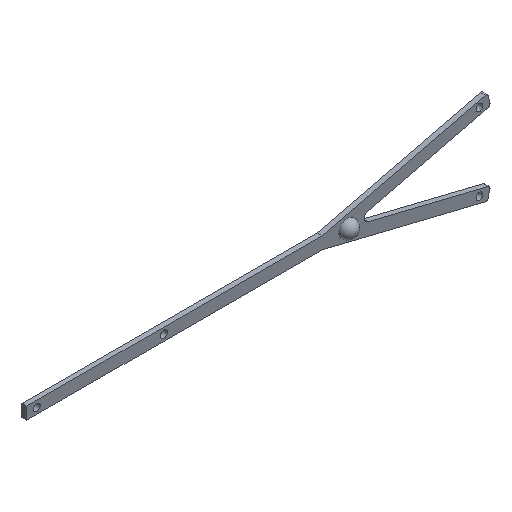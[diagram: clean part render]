
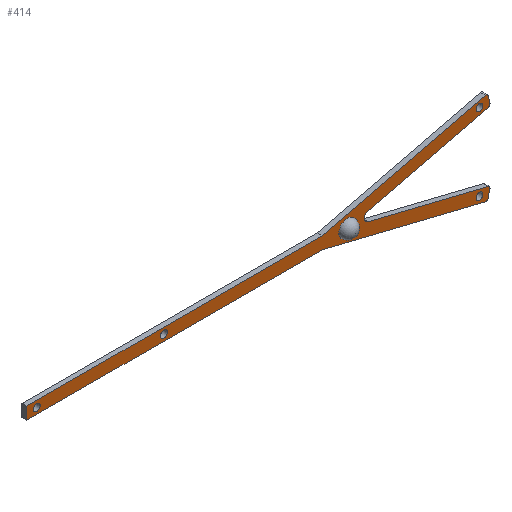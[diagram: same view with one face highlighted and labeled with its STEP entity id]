
A CAD part, isometric view. The second image highlights one B-rep face of the part: STEP entity #414.
In plain terms, the highlighted planar face has unit normal (0, -1, 0).
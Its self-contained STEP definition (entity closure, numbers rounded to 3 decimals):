
#19=FACE_BOUND('',#162,.T.);
#20=FACE_BOUND('',#163,.T.);
#21=FACE_BOUND('',#164,.T.);
#22=FACE_BOUND('',#165,.T.);
#23=FACE_BOUND('',#166,.T.);
#34=PLANE('',#478);
#39=LINE('',#632,#75);
#43=LINE('',#640,#79);
#46=LINE('',#646,#82);
#50=LINE('',#658,#86);
#54=LINE('',#670,#90);
#58=LINE('',#682,#94);
#62=LINE('',#694,#98);
#66=LINE('',#706,#102);
#69=LINE('',#711,#105);
#75=VECTOR('',#517,10.);
#79=VECTOR('',#523,10.);
#82=VECTOR('',#528,10.);
#86=VECTOR('',#540,10.);
#90=VECTOR('',#552,10.);
#94=VECTOR('',#564,10.);
#98=VECTOR('',#576,10.);
#102=VECTOR('',#588,10.);
#105=VECTOR('',#593,10.);
#136=FACE_OUTER_BOUND('',#161,.T.);
#161=EDGE_LOOP('',(#374,#375,#376,#377,#378,#379,#380,#381,#382,#383,#384,
#385,#386,#387));
#162=EDGE_LOOP('',(#388));
#163=EDGE_LOOP('',(#389));
#164=EDGE_LOOP('',(#390));
#165=EDGE_LOOP('',(#391));
#166=EDGE_LOOP('',(#392));
#167=CIRCLE('',#439,3.5);
#170=CIRCLE('',#443,1.4);
#172=CIRCLE('',#446,1.4);
#174=CIRCLE('',#449,1.4);
#176=CIRCLE('',#452,1.4);
#177=CIRCLE('',#457,1.);
#179=CIRCLE('',#461,1.);
#181=CIRCLE('',#465,2.);
#183=CIRCLE('',#469,1.);
#185=CIRCLE('',#473,1.);
#187=VERTEX_POINT('',#601);
#190=VERTEX_POINT('',#608);
#192=VERTEX_POINT('',#614);
#194=VERTEX_POINT('',#620);
#196=VERTEX_POINT('',#626);
#197=VERTEX_POINT('',#630);
#198=VERTEX_POINT('',#631);
#201=VERTEX_POINT('',#639);
#203=VERTEX_POINT('',#645);
#205=VERTEX_POINT('',#651);
#207=VERTEX_POINT('',#657);
#209=VERTEX_POINT('',#663);
#211=VERTEX_POINT('',#669);
#213=VERTEX_POINT('',#675);
#215=VERTEX_POINT('',#681);
#217=VERTEX_POINT('',#687);
#219=VERTEX_POINT('',#693);
#221=VERTEX_POINT('',#699);
#223=VERTEX_POINT('',#705);
#225=EDGE_CURVE('',#187,#187,#167,.T.);
#229=EDGE_CURVE('',#190,#190,#170,.T.);
#232=EDGE_CURVE('',#192,#192,#172,.T.);
#235=EDGE_CURVE('',#194,#194,#174,.T.);
#238=EDGE_CURVE('',#196,#196,#176,.T.);
#239=EDGE_CURVE('',#197,#198,#39,.T.);
#243=EDGE_CURVE('',#201,#197,#43,.T.);
#246=EDGE_CURVE('',#203,#201,#46,.T.);
#249=EDGE_CURVE('',#205,#203,#177,.T.);
#252=EDGE_CURVE('',#207,#205,#50,.T.);
#255=EDGE_CURVE('',#209,#207,#179,.T.);
#258=EDGE_CURVE('',#211,#209,#54,.T.);
#261=EDGE_CURVE('',#213,#211,#181,.T.);
#264=EDGE_CURVE('',#215,#213,#58,.T.);
#267=EDGE_CURVE('',#217,#215,#183,.T.);
#270=EDGE_CURVE('',#219,#217,#62,.T.);
#273=EDGE_CURVE('',#221,#219,#185,.T.);
#276=EDGE_CURVE('',#223,#221,#66,.T.);
#279=EDGE_CURVE('',#198,#223,#69,.T.);
#374=ORIENTED_EDGE('',*,*,#279,.F.);
#375=ORIENTED_EDGE('',*,*,#239,.F.);
#376=ORIENTED_EDGE('',*,*,#243,.F.);
#377=ORIENTED_EDGE('',*,*,#246,.F.);
#378=ORIENTED_EDGE('',*,*,#249,.F.);
#379=ORIENTED_EDGE('',*,*,#252,.F.);
#380=ORIENTED_EDGE('',*,*,#255,.F.);
#381=ORIENTED_EDGE('',*,*,#258,.F.);
#382=ORIENTED_EDGE('',*,*,#261,.F.);
#383=ORIENTED_EDGE('',*,*,#264,.F.);
#384=ORIENTED_EDGE('',*,*,#267,.F.);
#385=ORIENTED_EDGE('',*,*,#270,.F.);
#386=ORIENTED_EDGE('',*,*,#273,.F.);
#387=ORIENTED_EDGE('',*,*,#276,.F.);
#388=ORIENTED_EDGE('',*,*,#225,.T.);
#389=ORIENTED_EDGE('',*,*,#238,.F.);
#390=ORIENTED_EDGE('',*,*,#235,.F.);
#391=ORIENTED_EDGE('',*,*,#232,.F.);
#392=ORIENTED_EDGE('',*,*,#229,.F.);
#414=ADVANCED_FACE('',(#136,#19,#20,#21,#22,#23),#34,.F.);
#439=AXIS2_PLACEMENT_3D('',#602,#483,#484);
#443=AXIS2_PLACEMENT_3D('',#610,#492,#493);
#446=AXIS2_PLACEMENT_3D('',#616,#499,#500);
#449=AXIS2_PLACEMENT_3D('',#622,#506,#507);
#452=AXIS2_PLACEMENT_3D('',#628,#513,#514);
#457=AXIS2_PLACEMENT_3D('',#652,#533,#534);
#461=AXIS2_PLACEMENT_3D('',#664,#545,#546);
#465=AXIS2_PLACEMENT_3D('',#676,#557,#558);
#469=AXIS2_PLACEMENT_3D('',#688,#569,#570);
#473=AXIS2_PLACEMENT_3D('',#700,#581,#582);
#478=AXIS2_PLACEMENT_3D('',#714,#597,#598);
#483=DIRECTION('center_axis',(0.,1.,0.));
#484=DIRECTION('ref_axis',(0.,0.,1.));
#492=DIRECTION('center_axis',(0.,-1.,0.));
#493=DIRECTION('ref_axis',(1.,0.,0.));
#499=DIRECTION('center_axis',(0.,-1.,0.));
#500=DIRECTION('ref_axis',(1.,0.,0.));
#506=DIRECTION('center_axis',(0.,-1.,0.));
#507=DIRECTION('ref_axis',(1.,0.,0.));
#513=DIRECTION('center_axis',(0.,-1.,0.));
#514=DIRECTION('ref_axis',(1.,0.,0.));
#517=DIRECTION('',(0.,0.,1.));
#523=DIRECTION('',(-1.,0.,0.));
#528=DIRECTION('',(-0.971,0.,0.238));
#533=DIRECTION('center_axis',(0.,1.,0.));
#534=DIRECTION('ref_axis',(0.971,0.,-0.238));
#540=DIRECTION('',(-0.238,0.,-0.971));
#545=DIRECTION('center_axis',(0.,1.,0.));
#546=DIRECTION('ref_axis',(0.238,0.,0.971));
#552=DIRECTION('',(0.971,0.,-0.238));
#557=DIRECTION('center_axis',(0.,-1.,0.));
#558=DIRECTION('ref_axis',(0.238,0.,0.971));
#564=DIRECTION('',(-0.971,0.,-0.238));
#569=DIRECTION('center_axis',(0.,1.,0.));
#570=DIRECTION('ref_axis',(0.971,0.,0.238));
#576=DIRECTION('',(0.238,0.,-0.971));
#581=DIRECTION('center_axis',(0.,1.,0.));
#582=DIRECTION('ref_axis',(-0.238,0.,0.971));
#588=DIRECTION('',(0.971,0.,0.238));
#593=DIRECTION('',(1.,0.,0.));
#597=DIRECTION('center_axis',(0.,1.,0.));
#598=DIRECTION('ref_axis',(0.,0.,1.));
#601=CARTESIAN_POINT('',(56.,0.,3.5));
#602=CARTESIAN_POINT('Origin',(56.,0.,0.));
#608=CARTESIAN_POINT('',(-72.4,0.,0.));
#610=CARTESIAN_POINT('Origin',(-71.,0.,0.));
#614=CARTESIAN_POINT('',(-20.4,0.,0.));
#616=CARTESIAN_POINT('Origin',(-19.,0.,0.));
#620=CARTESIAN_POINT('',(108.6,0.,-15.69));
#622=CARTESIAN_POINT('Origin',(110.,0.,-15.69));
#626=CARTESIAN_POINT('',(108.6,0.,15.69));
#628=CARTESIAN_POINT('Origin',(110.,0.,15.69));
#630=CARTESIAN_POINT('',(-75.,0.,-2.5));
#631=CARTESIAN_POINT('',(-75.,0.,2.5));
#632=CARTESIAN_POINT('',(-75.,0.,-2.5));
#639=CARTESIAN_POINT('',(45.698,0.,-2.5));
#640=CARTESIAN_POINT('',(46.,0.,-2.5));
#645=CARTESIAN_POINT('',(112.318,0.,-18.832));
#646=CARTESIAN_POINT('',(112.318,0.,-18.832));
#651=CARTESIAN_POINT('',(113.528,0.,-18.099));
#652=CARTESIAN_POINT('Origin',(112.557,0.,-17.861));
#657=CARTESIAN_POINT('',(114.242,0.,-15.186));
#658=CARTESIAN_POINT('',(114.242,0.,-15.186));
#663=CARTESIAN_POINT('',(113.509,0.,-13.976));
#664=CARTESIAN_POINT('Origin',(113.271,0.,-14.947));
#669=CARTESIAN_POINT('',(64.423,0.,-1.942));
#670=CARTESIAN_POINT('',(64.423,0.,-1.942));
#675=CARTESIAN_POINT('',(64.423,0.,1.942));
#676=CARTESIAN_POINT('Origin',(64.899,0.,0.));
#681=CARTESIAN_POINT('',(113.509,0.,13.976));
#682=CARTESIAN_POINT('',(113.509,0.,13.976));
#687=CARTESIAN_POINT('',(114.242,0.,15.186));
#688=CARTESIAN_POINT('Origin',(113.271,0.,14.947));
#693=CARTESIAN_POINT('',(113.528,0.,18.099));
#694=CARTESIAN_POINT('',(113.528,0.,18.099));
#699=CARTESIAN_POINT('',(112.318,0.,18.832));
#700=CARTESIAN_POINT('Origin',(112.557,0.,17.861));
#705=CARTESIAN_POINT('',(45.698,0.,2.5));
#706=CARTESIAN_POINT('',(45.405,0.,2.428));
#711=CARTESIAN_POINT('',(-75.,0.,2.5));
#714=CARTESIAN_POINT('Origin',(19.635,0.,0.));
